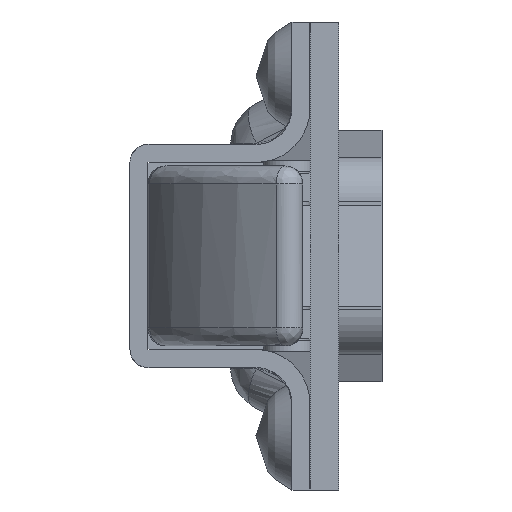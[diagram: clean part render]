
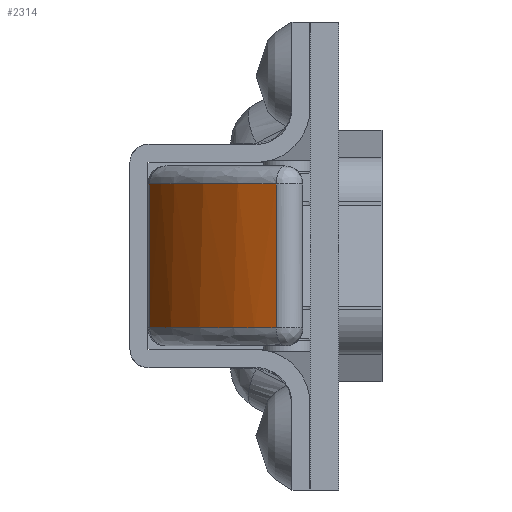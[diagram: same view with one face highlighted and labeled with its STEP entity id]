
A CAD part, left-side view. The second image highlights one B-rep face of the part: STEP entity #2314.
In plain terms, the highlighted free-form (B-spline) face has degree [1, 2] with [2, 3] control points.
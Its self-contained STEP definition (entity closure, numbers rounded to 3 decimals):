
#725=CARTESIAN_POINT('',(-8.597,5.059,2.0));
#726=VERTEX_POINT('',#725);
#820=CARTESIAN_POINT('',(-8.597,5.059,-2.0));
#821=VERTEX_POINT('',#820);
#835=CARTESIAN_POINT('',(-8.597,5.059,2.0));
#836=CARTESIAN_POINT('',(-8.597,5.059,-2.0));
#837=QUASI_UNIFORM_CURVE('',1,(#835,#836),.UNSPECIFIED.,.F.,.U.);
#838=EDGE_CURVE('',#726,#821,#837,.T.);
#866=CARTESIAN_POINT('',(-12.439,1.539,2.0));
#867=VERTEX_POINT('',#866);
#899=CARTESIAN_POINT('',(-12.439,1.539,2.0));
#900=CARTESIAN_POINT('',(-11.124,3.96,2.));
#901=CARTESIAN_POINT('',(-8.597,5.059,2.0));
#909=(BOUNDED_CURVE()B_SPLINE_CURVE(2,(#899,#900,#901),.UNSPECIFIED.,.F.,.U.)CURVE()GEOMETRIC_REPRESENTATION_ITEM()QUASI_UNIFORM_CURVE()RATIONAL_B_SPLINE_CURVE((1.0,0.945,1.0))REPRESENTATION_ITEM(''));
#910=EDGE_CURVE('',#867,#726,#909,.T.);
#1183=CARTESIAN_POINT('',(-12.439,1.539,-2.0));
#1184=VERTEX_POINT('',#1183);
#1200=CARTESIAN_POINT('',(-8.597,5.059,-2.0));
#1201=CARTESIAN_POINT('',(-11.124,3.96,-2.0));
#1202=CARTESIAN_POINT('',(-12.439,1.539,-2.0));
#1210=(BOUNDED_CURVE()B_SPLINE_CURVE(2,(#1200,#1201,#1202),.UNSPECIFIED.,.F.,.U.)CURVE()GEOMETRIC_REPRESENTATION_ITEM()QUASI_UNIFORM_CURVE()RATIONAL_B_SPLINE_CURVE((1.0,0.945,1.0))REPRESENTATION_ITEM(''));
#1211=EDGE_CURVE('',#821,#1184,#1210,.T.);
#1831=CARTESIAN_POINT('',(-12.439,1.539,-2.0));
#1832=CARTESIAN_POINT('',(-12.439,1.539,2.0));
#1833=QUASI_UNIFORM_CURVE('',1,(#1831,#1832),.UNSPECIFIED.,.F.,.U.);
#1834=EDGE_CURVE('',#1184,#867,#1833,.T.);
#2294=CARTESIAN_POINT('',(-12.559,1.309,-2.1));
#2295=CARTESIAN_POINT('',(-12.559,1.309,2.103));
#2296=CARTESIAN_POINT('',(-11.192,4.035,-2.1));
#2297=CARTESIAN_POINT('',(-11.192,4.035,2.103));
#2298=CARTESIAN_POINT('',(-8.357,5.158,-2.1));
#2299=CARTESIAN_POINT('',(-8.357,5.158,2.103));
#2307=(BOUNDED_SURFACE()B_SPLINE_SURFACE(1,2,((#2294,#2296,#2298),(#2295,#2297,#2299)),.UNSPECIFIED.,.F.,.F.,.U.)B_SPLINE_SURFACE_WITH_KNOTS((2,2),(3,3),(0.0,4.203),(0.0,5.892),.UNSPECIFIED.)GEOMETRIC_REPRESENTATION_ITEM()RATIONAL_B_SPLINE_SURFACE(((0.998,0.929,0.991),(0.998,0.929,0.991)))REPRESENTATION_ITEM('')SURFACE());
#2308=ORIENTED_EDGE('',*,*,#838,.T.);
#2309=ORIENTED_EDGE('',*,*,#1211,.T.);
#2310=ORIENTED_EDGE('',*,*,#1834,.T.);
#2311=ORIENTED_EDGE('',*,*,#910,.T.);
#2312=EDGE_LOOP('',(#2308,#2309,#2310,#2311));
#2313=FACE_OUTER_BOUND('',#2312,.T.);
#2314=ADVANCED_FACE('',(#2313),#2307,.T.);
